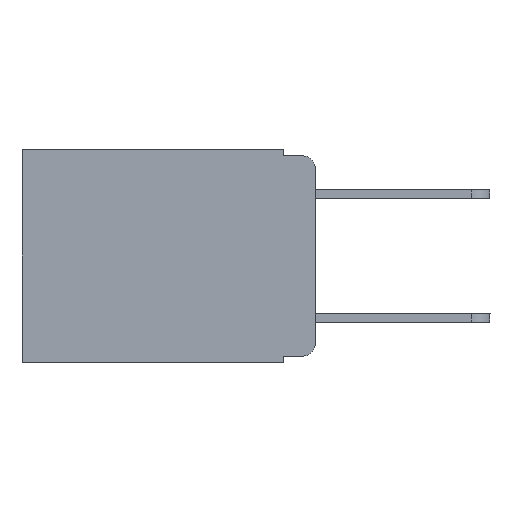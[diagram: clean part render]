
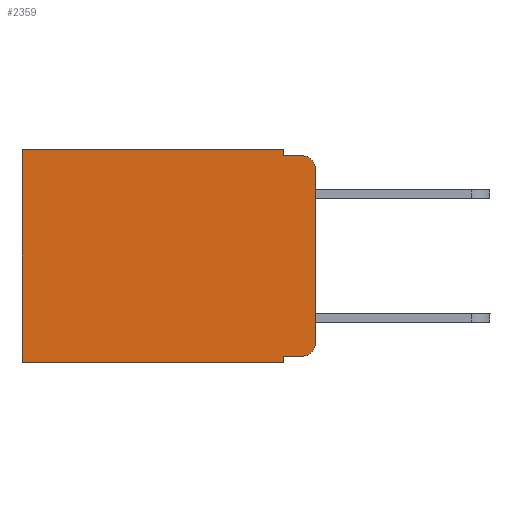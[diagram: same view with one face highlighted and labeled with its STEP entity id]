
A CAD part, left-side view. The second image highlights one B-rep face of the part: STEP entity #2359.
In plain terms, the highlighted planar face has unit normal (-1, 0, 0).
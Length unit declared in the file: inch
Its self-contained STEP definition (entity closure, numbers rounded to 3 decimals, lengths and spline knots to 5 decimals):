
#140 = EDGE_CURVE ( 'NONE', #4686, #11073, #1397, .T. ) ;
#165 = ORIENTED_EDGE ( 'NONE', *, *, #3283, .F. ) ;
#427 = EDGE_CURVE ( 'NONE', #8398, #1559, #11725, .T. ) ;
#613 = EDGE_CURVE ( 'NONE', #11073, #6999, #6062, .T. ) ;
#677 = EDGE_LOOP ( 'NONE', ( #11587, #12722, #2426, #3724, #4937, #12482, #14832, #165, #14214, #13863 ) ) ;
#899 = CARTESIAN_POINT ( 'NONE',  ( 0.298, 0.02, -0.313 ) ) ;
#1024 = CARTESIAN_POINT ( 'NONE',  ( 0.298, 0., -0.03 ) ) ;
#1357 = CARTESIAN_POINT ( 'NONE',  ( 0.298, 0.051, 0. ) ) ;
#1397 = LINE ( 'NONE', #14611, #8670 ) ;
#1455 = DIRECTION ( 'NONE',  ( 1., 0., 0. ) ) ;
#1559 = VERTEX_POINT ( 'NONE', #6978 ) ;
#1596 = CARTESIAN_POINT ( 'NONE',  ( 0.298, 0., 0. ) ) ;
#1844 = CARTESIAN_POINT ( 'NONE',  ( 0.298, 0.473, 0. ) ) ;
#1878 = CARTESIAN_POINT ( 'NONE',  ( 0.298, 0.051, 0. ) ) ;
#1904 = VECTOR ( 'NONE', #3983, 39.37008 ) ;
#2201 = AXIS2_PLACEMENT_3D ( 'NONE', #9152, #14004, #6761 ) ;
#2260 = EDGE_CURVE ( 'NONE', #6482, #3434, #7339, .T. ) ;
#2359 = ADVANCED_FACE ( 'NONE', ( #14742 ), #4048, .F. ) ;
#2426 = ORIENTED_EDGE ( 'NONE', *, *, #14339, .F. ) ;
#2463 = LINE ( 'NONE', #10095, #1904 ) ;
#2681 = DIRECTION ( 'NONE',  ( 0., -1., 0. ) ) ;
#2798 = CARTESIAN_POINT ( 'NONE',  ( 0.298, 0., 0. ) ) ;
#3283 = EDGE_CURVE ( 'NONE', #4686, #11835, #14827, .T. ) ;
#3412 = CARTESIAN_POINT ( 'NONE',  ( 0.298, 0.02, -0.333 ) ) ;
#3423 = CARTESIAN_POINT ( 'NONE',  ( 0.298, 0.051, -0.01 ) ) ;
#3430 = DIRECTION ( 'NONE',  ( 0., 0., -1. ) ) ;
#3434 = VERTEX_POINT ( 'NONE', #3423 ) ;
#3724 = ORIENTED_EDGE ( 'NONE', *, *, #2260, .F. ) ;
#3983 = DIRECTION ( 'NONE',  ( 0., 1., 0. ) ) ;
#4048 = PLANE ( 'NONE',  #4710 ) ;
#4108 = DIRECTION ( 'NONE',  ( 0., 0., -1. ) ) ;
#4542 = CARTESIAN_POINT ( 'NONE',  ( 0.298, 0., 0. ) ) ;
#4559 = DIRECTION ( 'NONE',  ( 0., 0., -1. ) ) ;
#4686 = VERTEX_POINT ( 'NONE', #6922 ) ;
#4710 = AXIS2_PLACEMENT_3D ( 'NONE', #2798, #1455, #6368 ) ;
#4762 = EDGE_CURVE ( 'NONE', #9505, #7642, #5878, .T. ) ;
#4937 = ORIENTED_EDGE ( 'NONE', *, *, #8606, .T. ) ;
#5053 = VECTOR ( 'NONE', #3430, 39.37008 ) ;
#5094 = CARTESIAN_POINT ( 'NONE',  ( 0.298, 0.051, -0.343 ) ) ;
#5345 = VECTOR ( 'NONE', #6194, 39.37008 ) ;
#5878 = LINE ( 'NONE', #6027, #15148 ) ;
#6027 = CARTESIAN_POINT ( 'NONE',  ( 0.298, 0.473, 0. ) ) ;
#6062 = CIRCLE ( 'NONE', #12570, 0.02 ) ;
#6194 = DIRECTION ( 'NONE',  ( 0., -1., 0. ) ) ;
#6299 = VECTOR ( 'NONE', #4108, 39.37008 ) ;
#6368 = DIRECTION ( 'NONE',  ( 0., 0., -1. ) ) ;
#6444 = EDGE_CURVE ( 'NONE', #8398, #6999, #7481, .T. ) ;
#6482 = VERTEX_POINT ( 'NONE', #10542 ) ;
#6761 = DIRECTION ( 'NONE',  ( 0., 0., -1. ) ) ;
#6867 = DIRECTION ( 'NONE',  ( 0., 0., -1. ) ) ;
#6879 = VECTOR ( 'NONE', #14725, 39.37008 ) ;
#6922 = CARTESIAN_POINT ( 'NONE',  ( 0.298, 0.051, -0.333 ) ) ;
#6978 = CARTESIAN_POINT ( 'NONE',  ( 0.298, 0.02, -0.01 ) ) ;
#6999 = VERTEX_POINT ( 'NONE', #9274 ) ;
#7339 = LINE ( 'NONE', #1357, #9979 ) ;
#7481 = LINE ( 'NONE', #4542, #5053 ) ;
#7642 = VERTEX_POINT ( 'NONE', #9045 ) ;
#7967 = LINE ( 'NONE', #13523, #5345 ) ;
#8398 = VERTEX_POINT ( 'NONE', #1024 ) ;
#8606 = EDGE_CURVE ( 'NONE', #6482, #9505, #13291, .T. ) ;
#8670 = VECTOR ( 'NONE', #2681, 39.37008 ) ;
#9045 = CARTESIAN_POINT ( 'NONE',  ( 0.298, 0.473, -0.343 ) ) ;
#9152 = CARTESIAN_POINT ( 'NONE',  ( 0.298, 0.02, -0.03 ) ) ;
#9274 = CARTESIAN_POINT ( 'NONE',  ( 0.298, 0., -0.313 ) ) ;
#9505 = VERTEX_POINT ( 'NONE', #1844 ) ;
#9979 = VECTOR ( 'NONE', #14681, 39.37008 ) ;
#10095 = CARTESIAN_POINT ( 'NONE',  ( 0.298, 0., -0.343 ) ) ;
#10510 = DIRECTION ( 'NONE',  ( -1., 0., 0. ) ) ;
#10542 = CARTESIAN_POINT ( 'NONE',  ( 0.298, 0.051, 0. ) ) ;
#10694 = EDGE_CURVE ( 'NONE', #11835, #7642, #2463, .T. ) ;
#11073 = VERTEX_POINT ( 'NONE', #3412 ) ;
#11587 = ORIENTED_EDGE ( 'NONE', *, *, #6444, .F. ) ;
#11725 = CIRCLE ( 'NONE', #2201, 0.02 ) ;
#11835 = VERTEX_POINT ( 'NONE', #5094 ) ;
#12482 = ORIENTED_EDGE ( 'NONE', *, *, #4762, .T. ) ;
#12570 = AXIS2_PLACEMENT_3D ( 'NONE', #899, #10510, #4559 ) ;
#12722 = ORIENTED_EDGE ( 'NONE', *, *, #427, .T. ) ;
#13291 = LINE ( 'NONE', #1596, #6879 ) ;
#13523 = CARTESIAN_POINT ( 'NONE',  ( 0.298, 0.051, -0.01 ) ) ;
#13863 = ORIENTED_EDGE ( 'NONE', *, *, #613, .T. ) ;
#14004 = DIRECTION ( 'NONE',  ( -1., 0., 0. ) ) ;
#14214 = ORIENTED_EDGE ( 'NONE', *, *, #140, .T. ) ;
#14339 = EDGE_CURVE ( 'NONE', #3434, #1559, #7967, .T. ) ;
#14611 = CARTESIAN_POINT ( 'NONE',  ( 0.298, 0.051, -0.333 ) ) ;
#14681 = DIRECTION ( 'NONE',  ( 0., 0., -1. ) ) ;
#14725 = DIRECTION ( 'NONE',  ( 0., 1., 0. ) ) ;
#14742 = FACE_OUTER_BOUND ( 'NONE', #677, .T. ) ;
#14827 = LINE ( 'NONE', #1878, #6299 ) ;
#14832 = ORIENTED_EDGE ( 'NONE', *, *, #10694, .F. ) ;
#15148 = VECTOR ( 'NONE', #6867, 39.37008 ) ;
